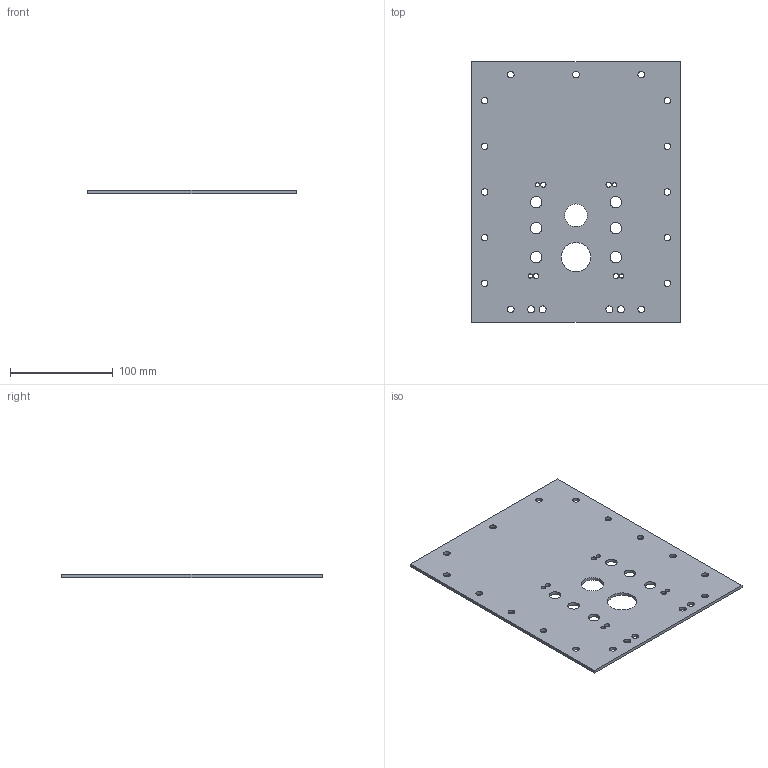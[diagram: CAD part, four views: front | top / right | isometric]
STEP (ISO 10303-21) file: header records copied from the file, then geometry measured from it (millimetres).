
FILE_DESCRIPTION((''),'2;1');
FILE_NAME('CustomAM-2230.stp','2013-01-30T23:45:51',('carneeki'),(''),'Autodesk Inventor 2013','Autodesk Inventor 2013','');
FILE_SCHEMA(('AUTOMOTIVE_DESIGN { 1 0 10303 214 1 1 1 1 }'));
Length unit declared in the file: inch
Products named in the file (1): CustomAM-2230
Bounding box: 203.2 x 254 x 3 mm (x, y, z)
Volume: 147753.1 mm3; surface area: 103848.4 mm2
Topology: 1 solids, 1 shells, 41 faces, 117 edges, 78 vertices
Faces by surface type: cylinder 35, plane 6
Full cylindrical faces by diameter (mm): 4.064 x4, 5.08 x4, 6.35 x15, 6.706 x4, 11.125 x6, 22.225 x1, 28.575 x1
Entity records: 1374 total; most frequent: DIRECTION 236, CARTESIAN_POINT 202, ORIENTED_EDGE 164, EDGE_LOOP 146, AXIS2_PLACEMENT_3D 112, FACE_BOUND 105, EDGE_CURVE 82, VERTEX_POINT 78
